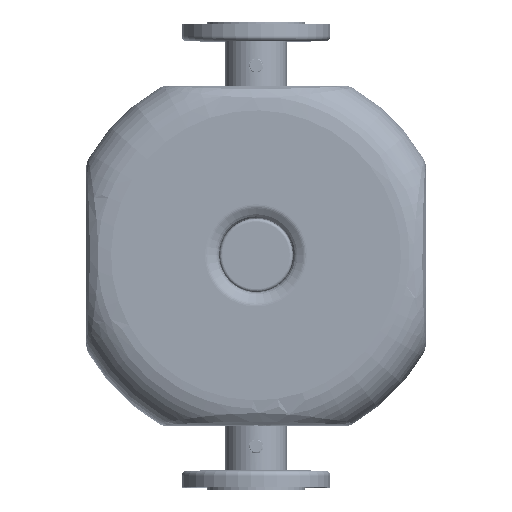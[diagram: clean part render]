
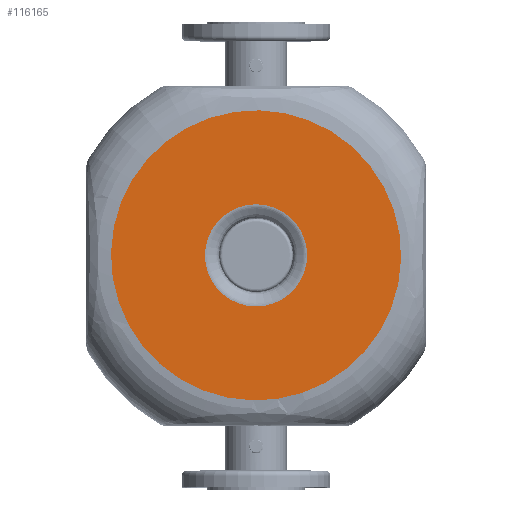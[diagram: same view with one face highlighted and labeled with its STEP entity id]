
A CAD part, top view. The second image highlights one B-rep face of the part: STEP entity #116165.
In plain terms, the highlighted planar face has unit normal (0, 0, 1).
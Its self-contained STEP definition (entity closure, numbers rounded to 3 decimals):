
#112648=CARTESIAN_POINT('Vertex',(-63.402,53.5,462.)) ;
#112651=CARTESIAN_POINT('Axis2P3D Location',(0.,53.5,462.)) ;
#112655=CARTESIAN_POINT('Vertex',(63.402,53.5,462.)) ;
#112689=CARTESIAN_POINT('Axis2P3D Location',(0.,53.5,462.)) ;
#114416=CARTESIAN_POINT('Vertex',(-157.965,-32.797,462.)) ;
#114419=CARTESIAN_POINT('Axis2P3D Location',(0.,53.5,462.)) ;
#114423=CARTESIAN_POINT('Vertex',(157.965,139.797,462.)) ;
#115362=CARTESIAN_POINT('Axis2P3D Location',(0.,53.5,462.)) ;
#116152=CARTESIAN_POINT('Axis2P3D Location',(-180.,53.5,462.)) ;
#112652=DIRECTION('Axis2P3D Direction',(0.,0.,1.)) ;
#112690=DIRECTION('Axis2P3D Direction',(0.,0.,1.)) ;
#114420=DIRECTION('Axis2P3D Direction',(0.,0.,1.)) ;
#115363=DIRECTION('Axis2P3D Direction',(0.,0.,1.)) ;
#116153=DIRECTION('Axis2P3D Direction',(0.,0.,1.)) ;
#116154=DIRECTION('Axis2P3D XDirection',(0.,1.,0.)) ;
#112653=AXIS2_PLACEMENT_3D('Circle Axis2P3D',#112651,#112652,$) ;
#112691=AXIS2_PLACEMENT_3D('Circle Axis2P3D',#112689,#112690,$) ;
#114421=AXIS2_PLACEMENT_3D('Circle Axis2P3D',#114419,#114420,$) ;
#115364=AXIS2_PLACEMENT_3D('Circle Axis2P3D',#115362,#115363,$) ;
#116155=AXIS2_PLACEMENT_3D('Plane Axis2P3D',#116152,#116153,#116154) ;
#112654=CIRCLE('generated circle',#112653,63.402) ;
#112692=CIRCLE('generated circle',#112691,63.402) ;
#114422=CIRCLE('generated circle',#114421,180.) ;
#115365=CIRCLE('generated circle',#115364,180.) ;
#116156=PLANE('',#116155) ;
#116164=FACE_BOUND('',#116161,.T.) ;
#112657=EDGE_CURVE('',#112649,#112656,#112654,.T.) ;
#112693=EDGE_CURVE('',#112656,#112649,#112692,.T.) ;
#114425=EDGE_CURVE('',#114424,#114417,#114422,.T.) ;
#115366=EDGE_CURVE('',#114417,#114424,#115365,.T.) ;
#116158=ORIENTED_EDGE('',*,*,#114425,.T.) ;
#116159=ORIENTED_EDGE('',*,*,#115366,.T.) ;
#116162=ORIENTED_EDGE('',*,*,#112693,.F.) ;
#116163=ORIENTED_EDGE('',*,*,#112657,.F.) ;
#116157=EDGE_LOOP('',(#116158,#116159)) ;
#116161=EDGE_LOOP('',(#116162,#116163)) ;
#112649=VERTEX_POINT('',#112648) ;
#112656=VERTEX_POINT('',#112655) ;
#114417=VERTEX_POINT('',#114416) ;
#114424=VERTEX_POINT('',#114423) ;
#116165=ADVANCED_FACE('H0016158.1\\PartBody',(#116160,#116164),#116156,.T.) ;
#116160=FACE_OUTER_BOUND('',#116157,.T.) ;
